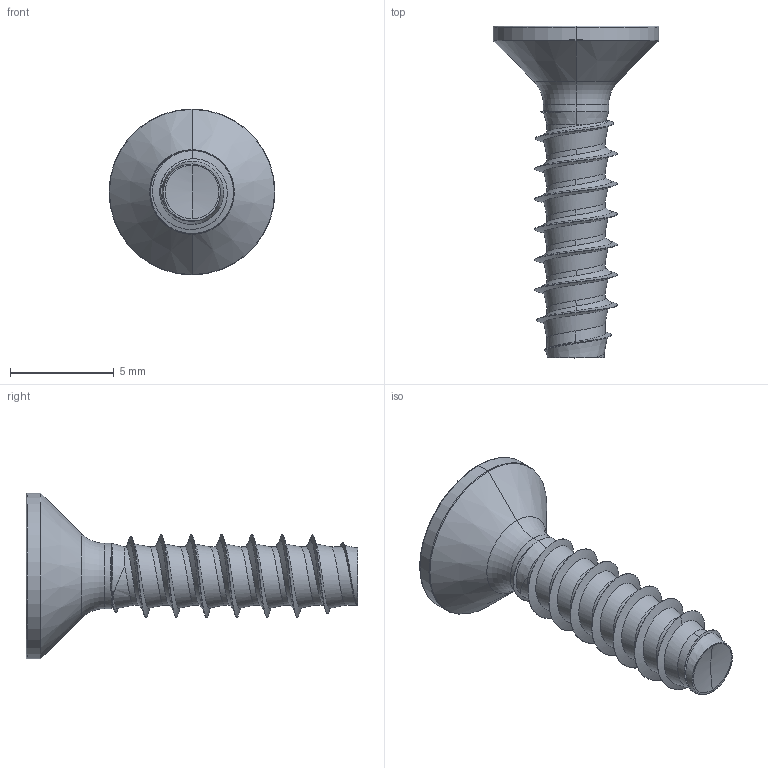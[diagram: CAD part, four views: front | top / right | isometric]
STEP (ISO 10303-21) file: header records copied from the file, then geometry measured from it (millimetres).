
FILE_DESCRIPTION (( 'STEP AP203' ), '1' );
FILE_NAME ('STP430400160.STEP', '2017-08-16T15:48:07', ( '' ), ( '' ), 'SwSTEP 2.0', 'SolidWorks 2015', '' );
FILE_SCHEMA (( 'CONFIG_CONTROL_DESIGN' ));
Length unit declared in the file: millimetre
Products named in the file (1): STP430400160
Bounding box: 8 x 16 x 8 mm (x, y, z)
Volume: 178.7 mm3; surface area: 340.2 mm2
Topology: 1 solids, 1 shells, 105 faces, 252 edges, 151 vertices
Faces by surface type: cylinder 43, bspline 35, cone 12, torus 10, plane 3, sphere 2
Entity records: 16085 total; most frequent: CARTESIAN_POINT 13915, ORIENTED_EDGE 504, DIRECTION 345, EDGE_CURVE 252, VERTEX_POINT 151, AXIS2_PLACEMENT_3D 143, EDGE_LOOP 107, ADVANCED_FACE 105
